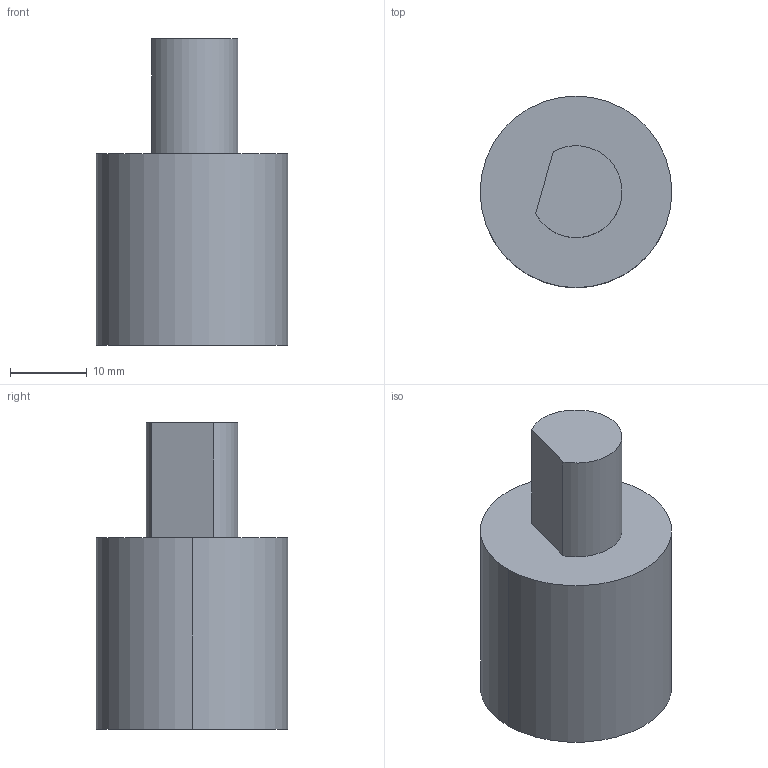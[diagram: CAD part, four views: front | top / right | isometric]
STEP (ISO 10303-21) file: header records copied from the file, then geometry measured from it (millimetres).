
FILE_DESCRIPTION((''),'2;1');
FILE_NAME('SHOULDER_GEAR_CYLINDER_5','2021-03-26T21:13:44',('TINH LE'),(''),'CREO PARAMETRIC BY PTC INC, 2020154','CREO PARAMETRIC BY PTC INC, 2020154','');
FILE_SCHEMA(('CONFIG_CONTROL_DESIGN'));
Length unit declared in the file: millimetre
Products named in the file (1): SHOULDER_GEAR_CYLINDER_5
Bounding box: 25 x 25 x 40 mm (x, y, z)
Volume: 9404 mm3; surface area: 4430.6 mm2
Topology: 1 solids, 1 shells, 10 faces, 18 edges, 12 vertices
Faces by surface type: plane 6, cylinder 4
Entity records: 288 total; most frequent: DIRECTION 46, CARTESIAN_POINT 40, ORIENTED_EDGE 36, AXIS2_PLACEMENT_3D 18, EDGE_CURVE 18, VERTEX_POINT 12, EDGE_LOOP 12, VECTOR 10
